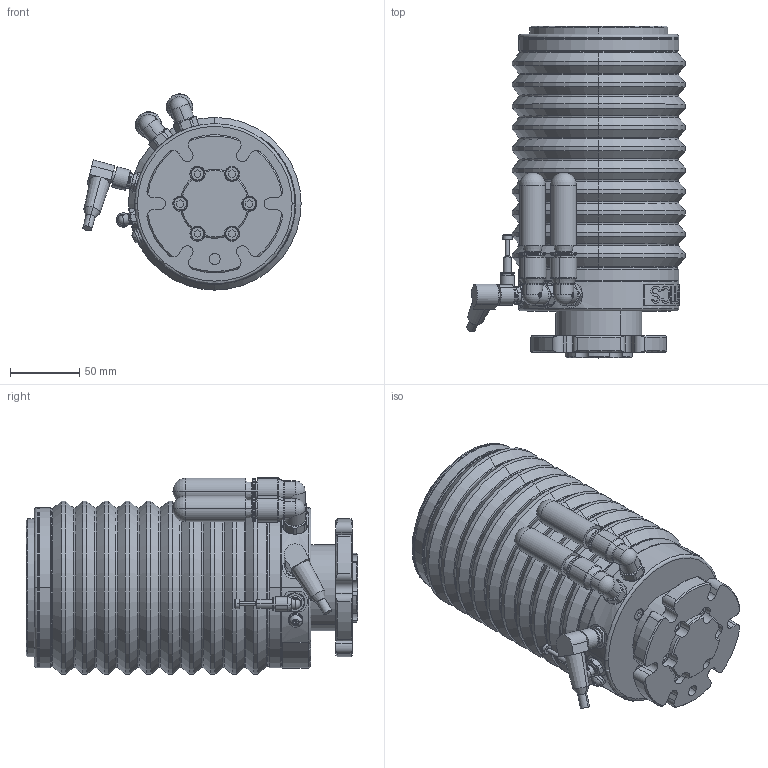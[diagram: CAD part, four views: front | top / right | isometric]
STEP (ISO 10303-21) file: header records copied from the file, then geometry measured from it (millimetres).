
FILE_DESCRIPTION((''),'2;1');
FILE_NAME('ACF-111-04_LMAX_ASM','2017-03-30T',('raphael.gstettenhofe'),(''),'PRO/ENGINEER BY PARAMETRIC TECHNOLOGY CORPORATION, 2011410','PRO/ENGINEER BY PARAMETRIC TECHNOLOGY CORPORATION, 2011410','');
FILE_SCHEMA(('CONFIG_CONTROL_DESIGN','SHAPE_APPEARANCE_LAYERS_GROUPS'));
Products named in the file (5): ACF-111-04_LMAX_OHNE_ROS; D7_6H8X10; 040-501-205-0; D912_M6X30; ACF-111-04_LMAX_ASM
Assembly tree (10 placements, depth 2):
  ACF-111-04_LMAX_ASM
    ACF-111-04_LMAX_OHNE_ROS
    D7_6H8X10  x2
    040-501-205-0
    D912_M6X30  x6
Bounding box: 157.95 x 240.1 x 142.01 mm (x, y, z)
Volume: 2440061.4 mm3; surface area: 184322 mm2
Topology: 12 solids, 12 shells, 1260 faces, 3081 edges, 1927 vertices
Faces by surface type: plane 408, cylinder 357, bspline 217, cone 198, torus 63, sphere 17
Entity records: 50421 total; most frequent: CARTESIAN_POINT 18406, ORIENTED_EDGE 5684, DIRECTION 5144, EDGE_CURVE 2842, AXIS2_PLACEMENT_3D 1952, VERTEX_POINT 1799, EDGE_LOOP 1285, VECTOR 1240
